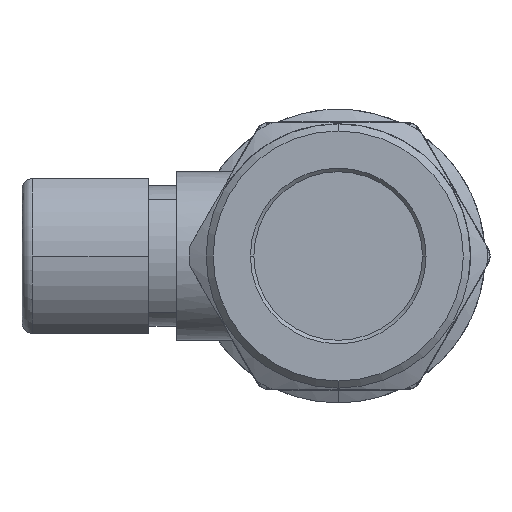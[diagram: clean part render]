
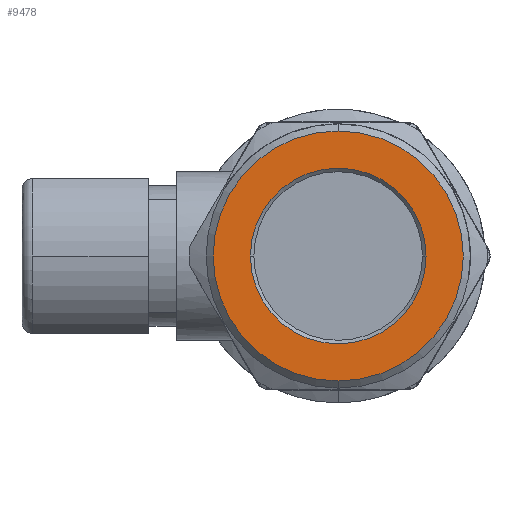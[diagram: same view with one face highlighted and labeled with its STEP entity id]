
A CAD part, left-side view. The second image highlights one B-rep face of the part: STEP entity #9478.
In plain terms, the highlighted planar face has unit normal (-1, 0, 0).
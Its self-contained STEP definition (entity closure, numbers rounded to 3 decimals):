
#3183 = CIRCLE ( 'NONE', #36217, 6.25 ) ;
#3195 = CIRCLE ( 'NONE', #36221, 8.9 ) ;
#9478 = ADVANCED_FACE ( 'NONE', ( #31565, #31574 ), #18672, .T. ) ;
#11219 = CARTESIAN_POINT ( 'NONE',  ( -26.25, 0., 0. ) ) ;
#11220 = DIRECTION ( 'NONE',  ( 1., 0., 0. ) ) ;
#11221 = DIRECTION ( 'NONE',  ( 0., 0., -1. ) ) ;
#11222 = CARTESIAN_POINT ( 'NONE',  ( -26.25, 0., 0. ) ) ;
#11223 = DIRECTION ( 'NONE',  ( -1., 0., 0. ) ) ;
#11224 = DIRECTION ( 'NONE',  ( 0., -1., 0. ) ) ;
#18669 = DIRECTION ( 'NONE',  ( -1., 0., 0. ) ) ;
#18670 = CARTESIAN_POINT ( 'NONE',  ( -26.25, 8.9, 0. ) ) ;
#18672 = PLANE ( 'NONE',  #32680 ) ;
#18674 = DIRECTION ( 'NONE',  ( 0., 0., 1. ) ) ;
#24039 = EDGE_CURVE ( 'NONE', #37422, #37407, #32486, .T. ) ;
#24040 = EDGE_CURVE ( 'NONE', #37417, #37416, #32487, .T. ) ;
#24907 = ORIENTED_EDGE ( 'NONE', *, *, #32922, .F. ) ;
#24910 = ORIENTED_EDGE ( 'NONE', *, *, #24039, .F. ) ;
#24912 = ORIENTED_EDGE ( 'NONE', *, *, #24040, .F. ) ;
#24914 = ORIENTED_EDGE ( 'NONE', *, *, #32915, .F. ) ;
#27737 = CARTESIAN_POINT ( 'NONE',  ( -26.25, 0., 0. ) ) ;
#27738 = DIRECTION ( 'NONE',  ( 1., 0., 0. ) ) ;
#27739 = DIRECTION ( 'NONE',  ( 0., 0., -1. ) ) ;
#31565 = FACE_OUTER_BOUND ( 'NONE', #41468, .T. ) ;
#31574 = FACE_BOUND ( 'NONE', #41459, .T. ) ;
#32486 = CIRCLE ( 'NONE', #40905, 8.9 ) ;
#32487 = CIRCLE ( 'NONE', #40908, 6.25 ) ;
#32680 = AXIS2_PLACEMENT_3D ( 'NONE', #18670, #18669, #18674 ) ;
#32915 = EDGE_CURVE ( 'NONE', #37416, #37417, #3183, .T. ) ;
#32922 = EDGE_CURVE ( 'NONE', #37407, #37422, #3195, .T. ) ;
#36194 = CARTESIAN_POINT ( 'NONE',  ( -26.25, 0., 0. ) ) ;
#36195 = DIRECTION ( 'NONE',  ( -1., 0., 0. ) ) ;
#36196 = DIRECTION ( 'NONE',  ( 0., -1., 0. ) ) ;
#36217 = AXIS2_PLACEMENT_3D ( 'NONE', #36194, #36195, #36196 ) ;
#36221 = AXIS2_PLACEMENT_3D ( 'NONE', #27737, #27738, #27739 ) ;
#37407 = VERTEX_POINT ( 'NONE', #42639 ) ;
#37416 = VERTEX_POINT ( 'NONE', #42655 ) ;
#37417 = VERTEX_POINT ( 'NONE', #42657 ) ;
#37422 = VERTEX_POINT ( 'NONE', #42666 ) ;
#40905 = AXIS2_PLACEMENT_3D ( 'NONE', #11219, #11220, #11221 ) ;
#40908 = AXIS2_PLACEMENT_3D ( 'NONE', #11222, #11223, #11224 ) ;
#41459 = EDGE_LOOP ( 'NONE', ( #24912, #24914 ) ) ;
#41468 = EDGE_LOOP ( 'NONE', ( #24907, #24910 ) ) ;
#42639 = CARTESIAN_POINT ( 'NONE',  ( -26.25, 0., -8.9 ) ) ;
#42655 = CARTESIAN_POINT ( 'NONE',  ( -26.25, 6.25, 0. ) ) ;
#42657 = CARTESIAN_POINT ( 'NONE',  ( -26.25, -6.25, 0. ) ) ;
#42666 = CARTESIAN_POINT ( 'NONE',  ( -26.25, 0., 8.9 ) ) ;
